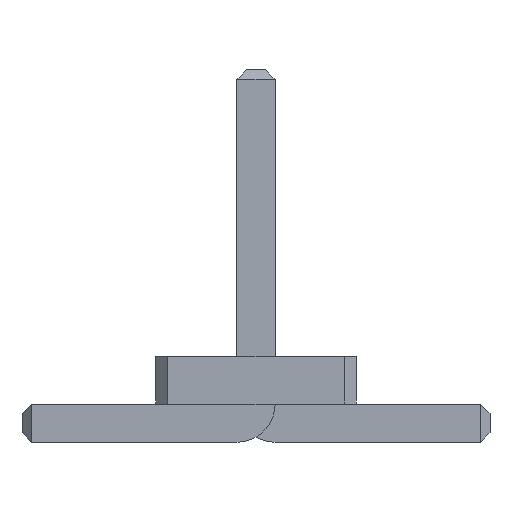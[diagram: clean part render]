
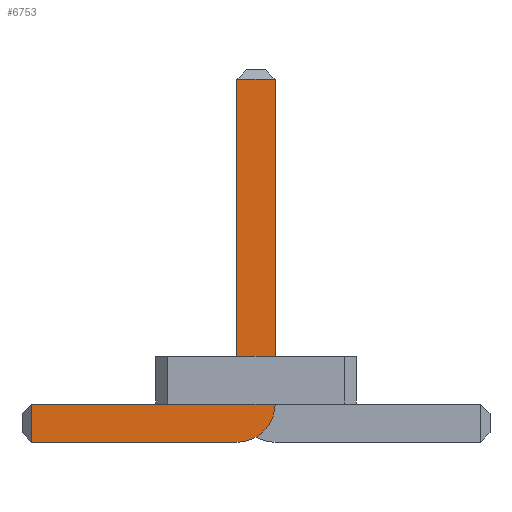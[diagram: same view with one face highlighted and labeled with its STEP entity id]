
A CAD part, front view. The second image highlights one B-rep face of the part: STEP entity #6753.
In plain terms, the highlighted planar face has unit normal (0, -1, 0).
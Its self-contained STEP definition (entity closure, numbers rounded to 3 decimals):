
#56=DIRECTION('',(0.,-1.,0.));
#67=DIRECTION('',(1.,0.,0.));
#1409=VECTOR('',#67,1.);
#1462=DIRECTION('',(-1.,0.,0.));
#2801=VECTOR('',#1462,1.);
#3001=DIRECTION('',(0.,0.,-1.));
#3020=VECTOR('',#3001,1.);
#6581=VECTOR('',#6582,1.);
#6582=DIRECTION('',(0.,0.,1.));
#6604=DIRECTION('',(0.,-1.,0.));
#6605=DIRECTION('',(-1.,0.,0.));
#6612=VERTEX_POINT('',#6613);
#6613=CARTESIAN_POINT('',(-2.35,-14.805,0.));
#6616=ORIENTED_EDGE('',*,*,#6617,.T.);
#6617=EDGE_CURVE('',#6612,#6618,#6620,.T.);
#6618=VERTEX_POINT('',#6619);
#6619=CARTESIAN_POINT('',(-0.2,-14.805,0.));
#6620=LINE('',#6621,#1409);
#6621=CARTESIAN_POINT('',(-2.45,-14.805,0.));
#6654=VERTEX_POINT('',#6655);
#6655=CARTESIAN_POINT('',(0.2,-14.805,0.4));
#6658=EDGE_CURVE('',#6618,#6654,#6659,.T.);
#6659=CIRCLE('',#6660,0.4);
#6660=AXIS2_PLACEMENT_3D('',#6661,#56,#3001);
#6661=CARTESIAN_POINT('',(-0.2,-14.805,0.4));
#6669=VERTEX_POINT('',#6661);
#6671=ORIENTED_EDGE('',*,*,#6672,.T.);
#6672=EDGE_CURVE('',#6669,#6673,#6675,.T.);
#6673=VERTEX_POINT('',#6674);
#6674=CARTESIAN_POINT('',(-2.35,-14.805,0.4));
#6675=LINE('',#6661,#2801);
#6685=ORIENTED_EDGE('',*,*,#6686,.T.);
#6686=EDGE_CURVE('',#6654,#6687,#6689,.T.);
#6687=VERTEX_POINT('',#6688);
#6688=CARTESIAN_POINT('',(0.2,-14.805,3.8));
#6689=LINE('',#6690,#6581);
#6690=CARTESIAN_POINT('',(0.2,-14.805,0.));
#6703=VERTEX_POINT('',#6704);
#6704=CARTESIAN_POINT('',(-0.2,-14.805,3.8));
#6706=ORIENTED_EDGE('',*,*,#6707,.T.);
#6707=EDGE_CURVE('',#6703,#6669,#6708,.T.);
#6708=LINE('',#6709,#3020);
#6709=CARTESIAN_POINT('',(-0.2,-14.805,3.9));
#6753=ADVANCED_FACE('',(#6754),#6763,.T.);
#6754=FACE_BOUND('',#6755,.T.);
#6755=EDGE_LOOP('',(#6616,#6756,#6685,#6757,#6706,#6671,#6760));
#6756=ORIENTED_EDGE('',*,*,#6658,.T.);
#6757=ORIENTED_EDGE('',*,*,#6758,.T.);
#6758=EDGE_CURVE('',#6687,#6703,#6759,.T.);
#6759=LINE('',#6688,#2801);
#6760=ORIENTED_EDGE('',*,*,#6761,.T.);
#6761=EDGE_CURVE('',#6673,#6612,#6762,.T.);
#6762=LINE('',#6674,#3020);
#6763=PLANE('',#6764);
#6764=AXIS2_PLACEMENT_3D('',#6765,#6604,#6605);
#6765=CARTESIAN_POINT('',(-0.524,-14.805,1.349));
